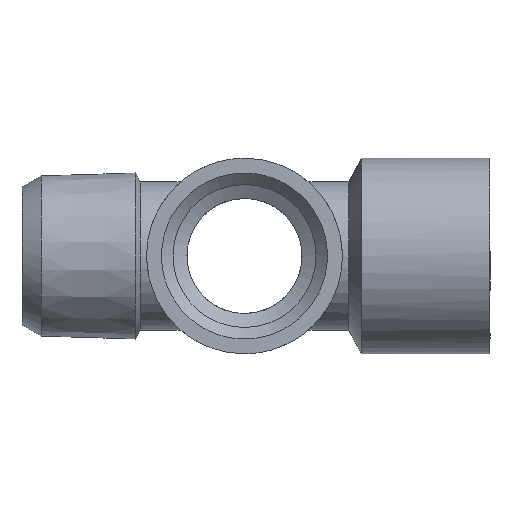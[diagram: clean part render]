
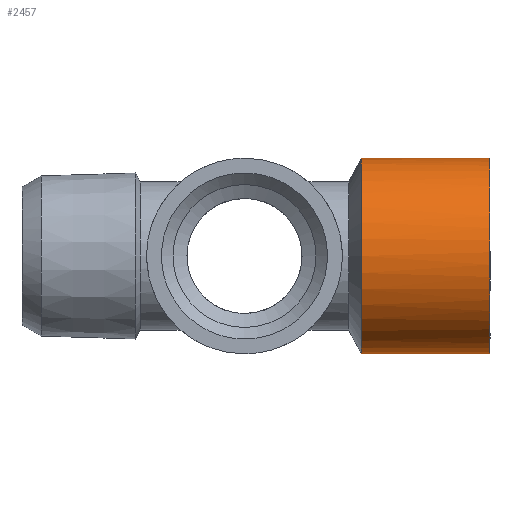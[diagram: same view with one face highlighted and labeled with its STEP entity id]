
A CAD part, left-side view. The second image highlights one B-rep face of the part: STEP entity #2457.
In plain terms, the highlighted cylindrical face has radius 12.75 mm (diameter 25.5 mm), a full revolution.
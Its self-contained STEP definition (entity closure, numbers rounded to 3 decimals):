
#824 = EDGE_CURVE ( 'NONE', #1655, #1671, #2172, .T. ) ;
#825 = EDGE_CURVE ( 'NONE', #1671, #1655, #2174, .T. ) ;
#839 = EDGE_CURVE ( 'NONE', #1669, #1681, #2401, .T. ) ;
#840 = EDGE_CURVE ( 'NONE', #1681, #1669, #2403, .T. ) ;
#850 = AXIS2_PLACEMENT_3D ( 'NONE', #1431, #1432, #1433 ) ;
#851 = AXIS2_PLACEMENT_3D ( 'NONE', #1435, #1436, #1437 ) ;
#901 = AXIS2_PLACEMENT_3D ( 'NONE', #1139, #1116, #1117 ) ;
#1087 = CARTESIAN_POINT ( 'NONE',  ( -16.5, -15.237, 12.75 ) ) ;
#1116 = DIRECTION ( 'NONE',  ( 0., 1., 0. ) ) ;
#1117 = DIRECTION ( 'NONE',  ( 0., 0., 1. ) ) ;
#1139 = CARTESIAN_POINT ( 'NONE',  ( -16.5, -32., 0. ) ) ;
#1238 = CARTESIAN_POINT ( 'NONE',  ( -16.5, -32., 12.75 ) ) ;
#1279 = CARTESIAN_POINT ( 'NONE',  ( -16.5, -32., -12.75 ) ) ;
#1282 = CARTESIAN_POINT ( 'NONE',  ( -16.5, -15.237, -12.75 ) ) ;
#1431 = CARTESIAN_POINT ( 'NONE',  ( -16.5, -15.237, 0. ) ) ;
#1432 = DIRECTION ( 'NONE',  ( 0., 1., 0. ) ) ;
#1433 = DIRECTION ( 'NONE',  ( 0., 0., 1. ) ) ;
#1435 = CARTESIAN_POINT ( 'NONE',  ( -16.5, -15.237, 0. ) ) ;
#1436 = DIRECTION ( 'NONE',  ( 0., 1., 0. ) ) ;
#1437 = DIRECTION ( 'NONE',  ( 0., 0., 1. ) ) ;
#1484 = ORIENTED_EDGE ( 'NONE', *, *, #824, .F. ) ;
#1486 = ORIENTED_EDGE ( 'NONE', *, *, #825, .F. ) ;
#1487 = ORIENTED_EDGE ( 'NONE', *, *, #840, .T. ) ;
#1489 = ORIENTED_EDGE ( 'NONE', *, *, #839, .T. ) ;
#1544 = CARTESIAN_POINT ( 'NONE',  ( -14.831, -32., 12.75 ) ) ;
#1562 = CARTESIAN_POINT ( 'NONE',  ( -18.169, -32., -12.75 ) ) ;
#1563 = CARTESIAN_POINT ( 'NONE',  ( -19.837, -32., -12.418 ) ) ;
#1567 = CARTESIAN_POINT ( 'NONE',  ( -16.5, -32., -12.75 ) ) ;
#1568 = CARTESIAN_POINT ( 'NONE',  ( -22.921, -32., -11.141 ) ) ;
#1569 = CARTESIAN_POINT ( 'NONE',  ( -24.335, -32., -10.196 ) ) ;
#1570 = CARTESIAN_POINT ( 'NONE',  ( -26.696, -32., -7.835 ) ) ;
#1571 = CARTESIAN_POINT ( 'NONE',  ( -27.641, -32., -6.421 ) ) ;
#1572 = CARTESIAN_POINT ( 'NONE',  ( -28.918, -32., -3.337 ) ) ;
#1573 = CARTESIAN_POINT ( 'NONE',  ( -29.25, -32., -1.669 ) ) ;
#1574 = CARTESIAN_POINT ( 'NONE',  ( -29.25, -32., 1.669 ) ) ;
#1575 = CARTESIAN_POINT ( 'NONE',  ( -28.918, -32., 3.337 ) ) ;
#1576 = CARTESIAN_POINT ( 'NONE',  ( -27.641, -32., 6.421 ) ) ;
#1577 = CARTESIAN_POINT ( 'NONE',  ( -26.696, -32., 7.835 ) ) ;
#1578 = CARTESIAN_POINT ( 'NONE',  ( -24.335, -32., 10.196 ) ) ;
#1579 = CARTESIAN_POINT ( 'NONE',  ( -22.921, -32., 11.141 ) ) ;
#1580 = CARTESIAN_POINT ( 'NONE',  ( -19.837, -32., 12.418 ) ) ;
#1581 = CARTESIAN_POINT ( 'NONE',  ( -18.169, -32., 12.75 ) ) ;
#1582 = CARTESIAN_POINT ( 'NONE',  ( -16.5, -32., 12.75 ) ) ;
#1584 = CARTESIAN_POINT ( 'NONE',  ( -16.5, -32., 12.75 ) ) ;
#1586 = CARTESIAN_POINT ( 'NONE',  ( -13.163, -32., 12.418 ) ) ;
#1587 = CARTESIAN_POINT ( 'NONE',  ( -10.079, -32., 11.141 ) ) ;
#1588 = CARTESIAN_POINT ( 'NONE',  ( -8.665, -32., 10.196 ) ) ;
#1589 = CARTESIAN_POINT ( 'NONE',  ( -6.304, -32., 7.835 ) ) ;
#1590 = CARTESIAN_POINT ( 'NONE',  ( -5.359, -32., 6.421 ) ) ;
#1591 = CARTESIAN_POINT ( 'NONE',  ( -4.082, -32., 3.337 ) ) ;
#1592 = CARTESIAN_POINT ( 'NONE',  ( -3.75, -32., 1.669 ) ) ;
#1593 = CARTESIAN_POINT ( 'NONE',  ( -3.75, -32., -1.669 ) ) ;
#1594 = CARTESIAN_POINT ( 'NONE',  ( -4.082, -32., -3.337 ) ) ;
#1595 = CARTESIAN_POINT ( 'NONE',  ( -5.359, -32., -6.421 ) ) ;
#1596 = CARTESIAN_POINT ( 'NONE',  ( -6.304, -32., -7.835 ) ) ;
#1597 = CARTESIAN_POINT ( 'NONE',  ( -8.665, -32., -10.196 ) ) ;
#1598 = CARTESIAN_POINT ( 'NONE',  ( -10.079, -32., -11.141 ) ) ;
#1599 = CARTESIAN_POINT ( 'NONE',  ( -13.163, -32., -12.418 ) ) ;
#1600 = CARTESIAN_POINT ( 'NONE',  ( -14.831, -32., -12.75 ) ) ;
#1601 = CARTESIAN_POINT ( 'NONE',  ( -16.5, -32., -12.75 ) ) ;
#1655 = VERTEX_POINT ( 'NONE', #1087 ) ;
#1669 = VERTEX_POINT ( 'NONE', #1279 ) ;
#1671 = VERTEX_POINT ( 'NONE', #1282 ) ;
#1681 = VERTEX_POINT ( 'NONE', #1238 ) ;
#1885 = EDGE_LOOP ( 'NONE', ( #1484, #1486 ) ) ;
#1886 = EDGE_LOOP ( 'NONE', ( #1487, #1489 ) ) ;
#2172 = CIRCLE ( 'NONE', #850, 12.75 ) ;
#2174 = CIRCLE ( 'NONE', #851, 12.75 ) ;
#2401 = B_SPLINE_CURVE_WITH_KNOTS ( 'NONE', 3,
 ( #1567, #1562, #1563, #1568, #1569, #1570, #1571, #1572, #1573, #1574, #1575, #1576, #1577, #1578, #1579, #1580, #1581, #1582 ),
 .UNSPECIFIED., .F., .F.,
 ( 4, 2, 2, 2, 2, 2, 2, 2, 4 ),
 ( 0., 0.125, 0.25, 0.375, 0.5, 0.625, 0.75, 0.875, 1. ),
 .UNSPECIFIED. ) ;
#2403 = B_SPLINE_CURVE_WITH_KNOTS ( 'NONE', 3,
 ( #1584, #1544, #1586, #1587, #1588, #1589, #1590, #1591, #1592, #1593, #1594, #1595, #1596, #1597, #1598, #1599, #1600, #1601 ),
 .UNSPECIFIED., .F., .F.,
 ( 4, 2, 2, 2, 2, 2, 2, 2, 4 ),
 ( 0., 0.125, 0.25, 0.375, 0.5, 0.625, 0.75, 0.875, 1. ),
 .UNSPECIFIED. ) ;
#2457 = ADVANCED_FACE ( 'NONE', ( #2899, #2897 ), #2901, .T. ) ;
#2897 = FACE_OUTER_BOUND ( 'NONE', #1886, .T. ) ;
#2899 = FACE_OUTER_BOUND ( 'NONE', #1885, .T. ) ;
#2901 = CYLINDRICAL_SURFACE ( 'NONE', #901, 12.75 ) ;
